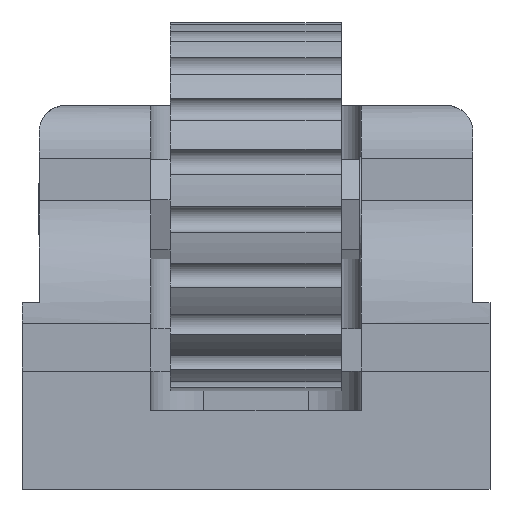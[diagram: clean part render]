
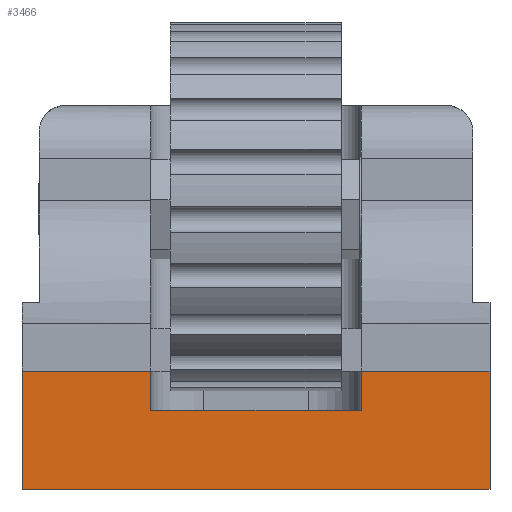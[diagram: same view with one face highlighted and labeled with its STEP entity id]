
A CAD part, front view. The second image highlights one B-rep face of the part: STEP entity #3466.
In plain terms, the highlighted planar face has unit normal (0, -1, 0).
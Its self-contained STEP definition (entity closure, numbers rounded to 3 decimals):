
#398=FACE_OUTER_BOUND('',#590,.T.);
#590=EDGE_LOOP('',(#2718,#2719,#2720,#2721,#2722,#2723,#2724,#2725));
#793=LINE('',#5404,#1144);
#838=LINE('',#5512,#1189);
#842=LINE('',#5519,#1193);
#847=LINE('',#5534,#1198);
#848=LINE('',#5536,#1199);
#849=LINE('',#5537,#1200);
#850=LINE('',#5539,#1201);
#851=LINE('',#5540,#1202);
#1144=VECTOR('',#4399,10.);
#1189=VECTOR('',#4498,10.);
#1193=VECTOR('',#4504,10.);
#1198=VECTOR('',#4521,10.);
#1199=VECTOR('',#4522,10.);
#1200=VECTOR('',#4523,10.);
#1201=VECTOR('',#4524,10.);
#1202=VECTOR('',#4525,10.);
#1520=VERTEX_POINT('',#5402);
#1521=VERTEX_POINT('',#5403);
#1556=VERTEX_POINT('',#5509);
#1557=VERTEX_POINT('',#5511);
#1559=VERTEX_POINT('',#5517);
#1563=VERTEX_POINT('',#5533);
#1564=VERTEX_POINT('',#5535);
#1565=VERTEX_POINT('',#5538);
#1920=EDGE_CURVE('',#1520,#1521,#793,.T.);
#1973=EDGE_CURVE('',#1556,#1557,#838,.T.);
#1977=EDGE_CURVE('',#1556,#1559,#842,.T.);
#1984=EDGE_CURVE('',#1520,#1563,#847,.T.);
#1985=EDGE_CURVE('',#1564,#1563,#848,.T.);
#1986=EDGE_CURVE('',#1557,#1564,#849,.T.);
#1987=EDGE_CURVE('',#1565,#1559,#850,.T.);
#1988=EDGE_CURVE('',#1521,#1565,#851,.T.);
#2718=ORIENTED_EDGE('',*,*,#1984,.T.);
#2719=ORIENTED_EDGE('',*,*,#1985,.F.);
#2720=ORIENTED_EDGE('',*,*,#1986,.F.);
#2721=ORIENTED_EDGE('',*,*,#1973,.F.);
#2722=ORIENTED_EDGE('',*,*,#1977,.T.);
#2723=ORIENTED_EDGE('',*,*,#1987,.F.);
#2724=ORIENTED_EDGE('',*,*,#1988,.F.);
#2725=ORIENTED_EDGE('',*,*,#1920,.F.);
#3304=PLANE('',#3810);
#3466=ADVANCED_FACE('',(#398),#3304,.T.);
#3810=AXIS2_PLACEMENT_3D('',#5532,#4519,#4520);
#4399=DIRECTION('',(-1.,0.,0.));
#4498=DIRECTION('',(1.,0.,0.));
#4504=DIRECTION('',(0.,0.,1.));
#4519=DIRECTION('center_axis',(0.,-1.,0.));
#4520=DIRECTION('ref_axis',(1.,0.,0.));
#4521=DIRECTION('',(0.,0.,1.));
#4522=DIRECTION('',(1.,0.,0.));
#4523=DIRECTION('',(0.,0.,1.));
#4524=DIRECTION('',(1.,0.,0.));
#4525=DIRECTION('',(0.,0.,1.));
#5402=CARTESIAN_POINT('',(8.9,-11.6,-1.5));
#5403=CARTESIAN_POINT('',(-8.9,-11.6,-1.5));
#5404=CARTESIAN_POINT('',(-3.8,-11.6,-1.5));
#5509=CARTESIAN_POINT('',(-4.,-11.6,1.5));
#5511=CARTESIAN_POINT('',(4.,-11.6,1.5));
#5512=CARTESIAN_POINT('',(-3.35,-11.6,1.5));
#5517=CARTESIAN_POINT('',(-4.,-11.6,3.));
#5519=CARTESIAN_POINT('',(-4.,-11.6,0.));
#5532=CARTESIAN_POINT('Origin',(-8.9,-11.6,0.));
#5533=CARTESIAN_POINT('',(8.9,-11.6,3.));
#5534=CARTESIAN_POINT('',(8.9,-11.6,0.));
#5535=CARTESIAN_POINT('',(4.,-11.6,3.));
#5536=CARTESIAN_POINT('',(8.9,-11.6,3.));
#5537=CARTESIAN_POINT('',(4.,-11.6,0.));
#5538=CARTESIAN_POINT('',(-8.9,-11.6,3.));
#5539=CARTESIAN_POINT('',(-3.35,-11.6,3.));
#5540=CARTESIAN_POINT('',(-8.9,-11.6,0.));
